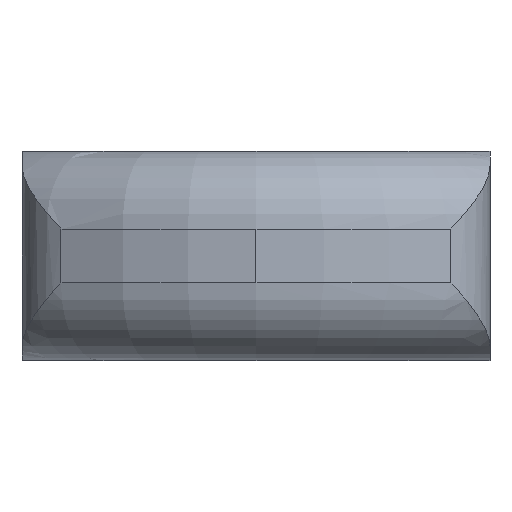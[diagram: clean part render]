
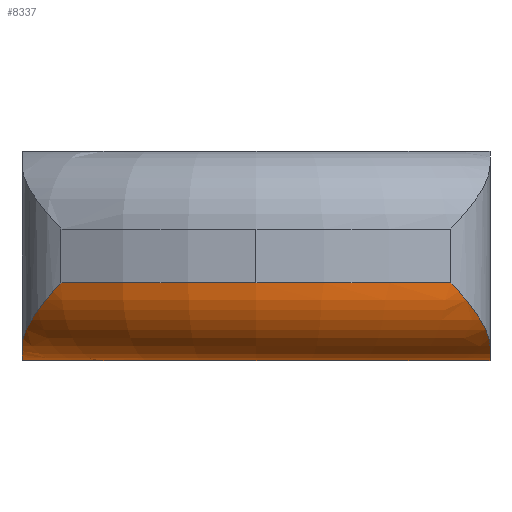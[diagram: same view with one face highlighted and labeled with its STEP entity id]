
A CAD part, left-side view. The second image highlights one B-rep face of the part: STEP entity #8337.
In plain terms, the highlighted toroidal (fillet/blend) face has major radius 2.6 mm and minor radius 0.65 mm.
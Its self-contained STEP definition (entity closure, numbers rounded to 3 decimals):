
#1802 = DIRECTION ( 'NONE',  ( 1., 0., 0. ) ) ;
#1803 = DIRECTION ( 'NONE',  ( 0., 0., 1. ) ) ;
#1804 = CARTESIAN_POINT ( 'NONE',  ( -0.575, 0., -0.225 ) ) ;
#1805 = AXIS2_PLACEMENT_3D ( 'NONE', #1804, #1803, #1802 ) ;
#1806 = CIRCLE ( 'NONE', #1805, 3.25 ) ;
#1892 = CARTESIAN_POINT ( 'NONE',  ( -3.39, -1.625, -0.225 ) ) ;
#1897 = CARTESIAN_POINT ( 'NONE',  ( -3.825, 0., -0.225 ) ) ;
#3304 = AXIS2_PLACEMENT_3D ( 'NONE', #3305, #3342, #3341 ) ;
#3305 = CARTESIAN_POINT ( 'NONE',  ( -0.575, 0., -0.225 ) ) ;
#3307 = TOROIDAL_SURFACE ( 'NONE', #3304, 2.6, 0.65 ) ;
#3308 = FACE_OUTER_BOUND ( 'NONE', #8338, .T. ) ;
#3322 = CARTESIAN_POINT ( 'NONE',  ( -3.39, -1.625, -0.225 ) ) ;
#3323 = CARTESIAN_POINT ( 'NONE',  ( -3.363, -1.671, -0.273 ) ) ;
#3324 = CARTESIAN_POINT ( 'NONE',  ( -3.33, -1.715, -0.322 ) ) ;
#3325 = CARTESIAN_POINT ( 'NONE',  ( -3.254, -1.793, -0.417 ) ) ;
#3326 = CARTESIAN_POINT ( 'NONE',  ( -3.211, -1.827, -0.463 ) ) ;
#3327 = CARTESIAN_POINT ( 'NONE',  ( -3.116, -1.885, -0.553 ) ) ;
#3328 = CARTESIAN_POINT ( 'NONE',  ( -3.063, -1.908, -0.598 ) ) ;
#3329 = CARTESIAN_POINT ( 'NONE',  ( -2.95, -1.941, -0.68 ) ) ;
#3330 = CARTESIAN_POINT ( 'NONE',  ( -2.891, -1.95, -0.719 ) ) ;
#3331 = CARTESIAN_POINT ( 'NONE',  ( -2.827, -1.95, -0.753 ) ) ;
#3335 = B_SPLINE_CURVE_WITH_KNOTS ( 'NONE', 3,
 ( #3331, #3330, #3329, #3328, #3327, #3326, #3325, #3324, #3323, #3322 ),
 .UNSPECIFIED., .F., .F.,
 ( 4, 2, 2, 2, 4 ),
 ( 0., 0., 0., 0.001, 0.001 ),
 .UNSPECIFIED. ) ;
#3341 = DIRECTION ( 'NONE',  ( 1., 0., 0. ) ) ;
#3342 = DIRECTION ( 'NONE',  ( 0., 0., 1. ) ) ;
#3448 = CARTESIAN_POINT ( 'NONE',  ( -3.39, 1.625, -0.225 ) ) ;
#3449 = CARTESIAN_POINT ( 'NONE',  ( -3.363, 1.671, -0.273 ) ) ;
#3450 = CARTESIAN_POINT ( 'NONE',  ( -3.33, 1.715, -0.322 ) ) ;
#3451 = CARTESIAN_POINT ( 'NONE',  ( -3.254, 1.793, -0.417 ) ) ;
#3452 = CARTESIAN_POINT ( 'NONE',  ( -3.211, 1.827, -0.463 ) ) ;
#3453 = CARTESIAN_POINT ( 'NONE',  ( -3.116, 1.885, -0.553 ) ) ;
#3454 = CARTESIAN_POINT ( 'NONE',  ( -3.063, 1.908, -0.598 ) ) ;
#3455 = CARTESIAN_POINT ( 'NONE',  ( -2.95, 1.941, -0.68 ) ) ;
#3456 = CARTESIAN_POINT ( 'NONE',  ( -2.891, 1.95, -0.719 ) ) ;
#3457 = CARTESIAN_POINT ( 'NONE',  ( -2.827, 1.95, -0.753 ) ) ;
#3462 = B_SPLINE_CURVE_WITH_KNOTS ( 'NONE', 3,
 ( #3457, #3456, #3455, #3454, #3453, #3452, #3451, #3450, #3449, #3448 ),
 .UNSPECIFIED., .F., .F.,
 ( 4, 2, 2, 2, 4 ),
 ( 0., 0., 0., 0.001, 0.001 ),
 .UNSPECIFIED. ) ;
#3931 = B_SPLINE_CURVE_WITH_KNOTS ( 'NONE', 3,
 ( #3980, #3979, #3978, #3977 ),
 .UNSPECIFIED., .F., .F.,
 ( 4, 4 ),
 ( 0., 0.001 ),
 .UNSPECIFIED. ) ;
#3936 = CARTESIAN_POINT ( 'NONE',  ( -2.827, -1.95, -0.753 ) ) ;
#3977 = CARTESIAN_POINT ( 'NONE',  ( -2.295, -1.95, -0.875 ) ) ;
#3978 = CARTESIAN_POINT ( 'NONE',  ( -2.479, -1.95, -0.875 ) ) ;
#3979 = CARTESIAN_POINT ( 'NONE',  ( -2.664, -1.95, -0.842 ) ) ;
#3980 = CARTESIAN_POINT ( 'NONE',  ( -2.827, -1.95, -0.753 ) ) ;
#4019 = DIRECTION ( 'NONE',  ( 1., 0., 0. ) ) ;
#4020 = DIRECTION ( 'NONE',  ( 0., 0., 1. ) ) ;
#4021 = AXIS2_PLACEMENT_3D ( 'NONE', #4029, #4020, #4019 ) ;
#4022 = CIRCLE ( 'NONE', #4021, 3.25 ) ;
#4029 = CARTESIAN_POINT ( 'NONE',  ( -0.575, 0., -0.225 ) ) ;
#4084 = CARTESIAN_POINT ( 'NONE',  ( -2.295, -1.95, -0.875 ) ) ;
#4152 = CARTESIAN_POINT ( 'NONE',  ( -2.827, 1.95, -0.753 ) ) ;
#4368 = CARTESIAN_POINT ( 'NONE',  ( -3.39, 1.625, -0.225 ) ) ;
#4787 = VERTEX_POINT ( 'NONE', #9673 ) ;
#5228 = EDGE_CURVE ( 'NONE', #4787, #13219, #9740, .T. ) ;
#5538 = EDGE_CURVE ( 'NONE', #13154, #4787, #10550, .T. ) ;
#7915 = EDGE_CURVE ( 'NONE', #7932, #7933, #1806, .T. ) ;
#7932 = VERTEX_POINT ( 'NONE', #1897 ) ;
#7933 = VERTEX_POINT ( 'NONE', #1892 ) ;
#8337 = ADVANCED_FACE ( 'NONE', ( #3308 ), #3307, .T. ) ;
#8338 = EDGE_LOOP ( 'NONE', ( #8339, #8340, #8341, #8406, #8409, #8410, #8411 ) ) ;
#8339 = ORIENTED_EDGE ( 'NONE', *, *, #8346, .T. ) ;
#8340 = ORIENTED_EDGE ( 'NONE', *, *, #7915, .F. ) ;
#8341 = ORIENTED_EDGE ( 'NONE', *, *, #13127, .F. ) ;
#8346 = EDGE_CURVE ( 'NONE', #13106, #7933, #3335, .T. ) ;
#8406 = ORIENTED_EDGE ( 'NONE', *, *, #8407, .F. ) ;
#8407 = EDGE_CURVE ( 'NONE', #13219, #16068, #3462, .T. ) ;
#8409 = ORIENTED_EDGE ( 'NONE', *, *, #5228, .F. ) ;
#8410 = ORIENTED_EDGE ( 'NONE', *, *, #5538, .F. ) ;
#8411 = ORIENTED_EDGE ( 'NONE', *, *, #13108, .F. ) ;
#9673 = CARTESIAN_POINT ( 'NONE',  ( -2.295, 1.95, -0.875 ) ) ;
#9729 = CARTESIAN_POINT ( 'NONE',  ( -2.827, 1.95, -0.753 ) ) ;
#9730 = CARTESIAN_POINT ( 'NONE',  ( -2.745, 1.95, -0.798 ) ) ;
#9731 = CARTESIAN_POINT ( 'NONE',  ( -2.657, 1.95, -0.828 ) ) ;
#9732 = CARTESIAN_POINT ( 'NONE',  ( -2.478, 1.95, -0.867 ) ) ;
#9733 = CARTESIAN_POINT ( 'NONE',  ( -2.387, 1.95, -0.875 ) ) ;
#9734 = CARTESIAN_POINT ( 'NONE',  ( -2.295, 1.95, -0.875 ) ) ;
#9740 = B_SPLINE_CURVE_WITH_KNOTS ( 'NONE', 3,
 ( #9734, #9733, #9732, #9731, #9730, #9729 ),
 .UNSPECIFIED., .F., .F.,
 ( 4, 2, 4 ),
 ( 0., 0., 0.001 ),
 .UNSPECIFIED. ) ;
#10546 = DIRECTION ( 'NONE',  ( 1., 0., 0. ) ) ;
#10547 = DIRECTION ( 'NONE',  ( 0., 0., -1. ) ) ;
#10548 = CARTESIAN_POINT ( 'NONE',  ( -0.575, 0., -0.875 ) ) ;
#10549 = AXIS2_PLACEMENT_3D ( 'NONE', #10548, #10547, #10546 ) ;
#10550 = CIRCLE ( 'NONE', #10549, 2.6 ) ;
#13106 = VERTEX_POINT ( 'NONE', #3936 ) ;
#13108 = EDGE_CURVE ( 'NONE', #13106, #13154, #3931, .T. ) ;
#13127 = EDGE_CURVE ( 'NONE', #16068, #7932, #4022, .T. ) ;
#13154 = VERTEX_POINT ( 'NONE', #4084 ) ;
#13219 = VERTEX_POINT ( 'NONE', #4152 ) ;
#16068 = VERTEX_POINT ( 'NONE', #4368 ) ;
